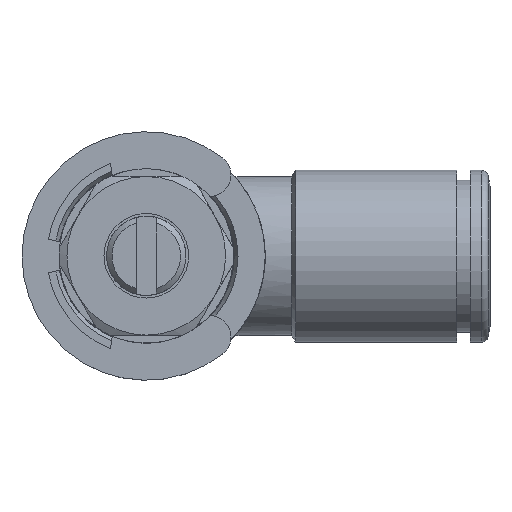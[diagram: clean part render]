
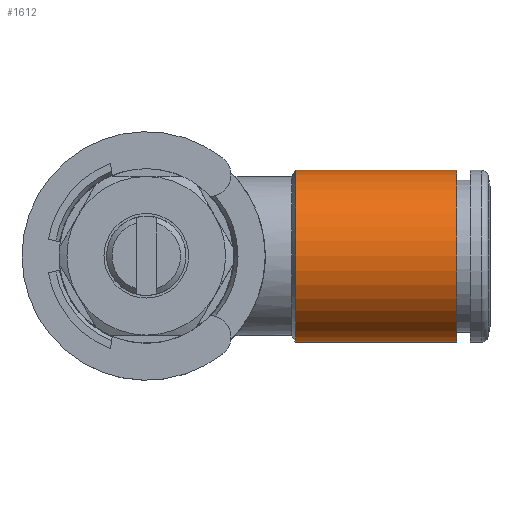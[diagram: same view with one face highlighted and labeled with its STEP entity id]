
A CAD part, top view. The second image highlights one B-rep face of the part: STEP entity #1612.
In plain terms, the highlighted cylindrical face has radius 6.5 mm (diameter 13 mm), a full revolution.
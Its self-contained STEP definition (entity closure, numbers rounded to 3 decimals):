
#91=FACE_BOUND('',#427,.T.);
#265=FACE_OUTER_BOUND('',#426,.T.);
#426=EDGE_LOOP('',(#1287));
#427=EDGE_LOOP('',(#1288));
#709=CIRCLE('',#1796,6.5);
#710=CIRCLE('',#1798,6.5);
#846=VERTEX_POINT('',#4021);
#847=VERTEX_POINT('',#4024);
#1016=EDGE_CURVE('',#846,#846,#709,.T.);
#1017=EDGE_CURVE('',#847,#847,#710,.T.);
#1287=ORIENTED_EDGE('',*,*,#1016,.T.);
#1288=ORIENTED_EDGE('',*,*,#1017,.F.);
#1542=CYLINDRICAL_SURFACE('',#1797,6.5);
#1612=ADVANCED_FACE('',(#265,#91),#1542,.T.);
#1796=AXIS2_PLACEMENT_3D('',#4022,#2173,#2174);
#1797=AXIS2_PLACEMENT_3D('',#4023,#2175,#2176);
#1798=AXIS2_PLACEMENT_3D('',#4025,#2177,#2178);
#2173=DIRECTION('center_axis',(1.,0.,0.));
#2174=DIRECTION('ref_axis',(0.,-1.,0.));
#2175=DIRECTION('center_axis',(-1.,0.,0.));
#2176=DIRECTION('ref_axis',(0.,0.,-1.));
#2177=DIRECTION('center_axis',(1.,0.,0.));
#2178=DIRECTION('ref_axis',(0.,0.,
-1.));
#4021=CARTESIAN_POINT('',(41.804,12.713,53.492));
#4022=CARTESIAN_POINT('Origin',(41.804,19.213,53.492));
#4023=CARTESIAN_POINT('Origin',(54.016,19.213,53.492));
#4024=CARTESIAN_POINT('',(54.016,19.213,46.992));
#4025=CARTESIAN_POINT('Origin',(54.016,19.213,53.492));
